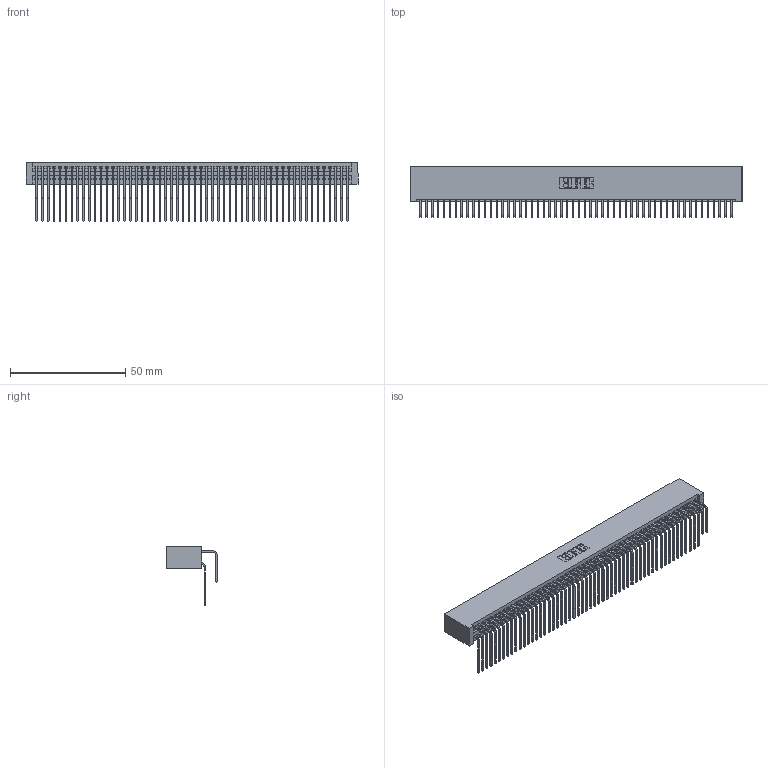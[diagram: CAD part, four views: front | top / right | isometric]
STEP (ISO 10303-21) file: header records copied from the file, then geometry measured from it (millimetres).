
FILE_DESCRIPTION (( 'STEP AP203' ), '1' );
FILE_NAME ('345-108-558-201.STEP', '2019-11-04T14:31:07', ( '' ), ( '' ), 'SwSTEP 2.0', 'SolidWorks 2016', '' );
FILE_SCHEMA (( 'CONFIG_CONTROL_DESIGN' ));
Length unit declared in the file: inch
Products named in the file (4): 345-292-001_558 Tail - 2; 345-108-558-201; 345 Part_No Mounting Lugs; 345-292-001_558 559 Tail - 1
Assembly tree (109 placements, depth 2):
  345-108-558-201
    345 Part_No Mounting Lugs
    345-292-001_558 559 Tail - 1  x54
    345-292-001_558 Tail - 2  x54
Bounding box: 143.76 x 21.83 x 25.53 mm (x, y, z)
Volume: 15315.7 mm3; surface area: 26104.5 mm2
Topology: 109 solids, 109 shells, 5734 faces, 17057 edges, 11226 vertices
Faces by surface type: plane 3856, cylinder 1878
Entity records: 42129 total; most frequent: CARTESIAN_POINT 7095, ORIENTED_EDGE 6978, DIRECTION 6209, EDGE_CURVE 3489, LINE 3109, VECTOR 3109, VERTEX_POINT 2322, AXIS2_PLACEMENT_3D 1550
